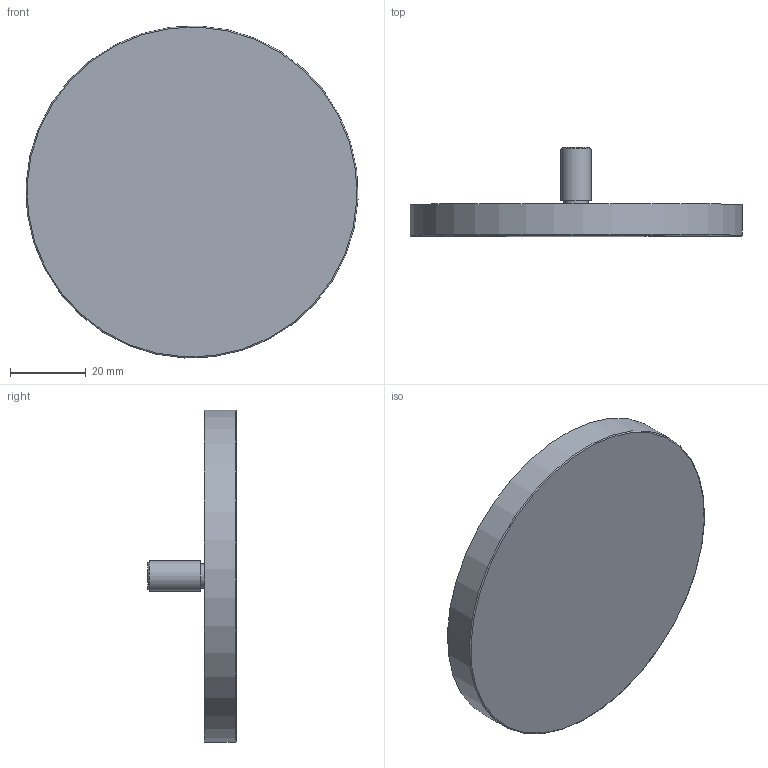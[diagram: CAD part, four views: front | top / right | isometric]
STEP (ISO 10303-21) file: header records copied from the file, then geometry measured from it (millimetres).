
FILE_DESCRIPTION(/* description */ (''),/* implementation_level */ '2;1');
FILE_NAME(/* name */ 'GM17520 -.stp',/* time_stamp */ '2019-10-01T13:56:33+02:00',/* author */ ('PV'),/* organization */ (''),/* preprocessor_version */ 'ST-DEVELOPER v17.2',/* originating_system */ 'Autodesk Inventor 2019',/* authorisation */ '');
FILE_SCHEMA (('AUTOMOTIVE_DESIGN { 1 0 10303 214 3 1 1 }'));
Length unit declared in the file: millimetre
Products named in the file (5): GM17520; E0117206; E0117207; E0117208; E0117209
Assembly tree (15 placements, depth 2):
  GM17520
    E0117206
    E0117207
    E0117208
    E0117209  x12
Bounding box: 87.91 x 23.5 x 87.91 mm (x, y, z)
Volume: 46965.3 mm3; surface area: 62665.3 mm2
Topology: 15 solids, 15 shells, 465 faces, 1226 edges, 822 vertices
Faces by surface type: plane 229, bspline 192, cylinder 42, cone 1, torus 1
Full cylindrical faces by diameter (mm): 6.4 x1, 8 x1, 10 x1, 12 x32, 15 x2, 85 x2, 87 x2, 88 x1
Entity records: 2999 total; most frequent: CARTESIAN_POINT 706, DIRECTION 420, ORIENTED_EDGE 406, EDGE_CURVE 203, AXIS2_PLACEMENT_3D 165, VERTEX_POINT 140, EDGE_LOOP 129, LINE 90
